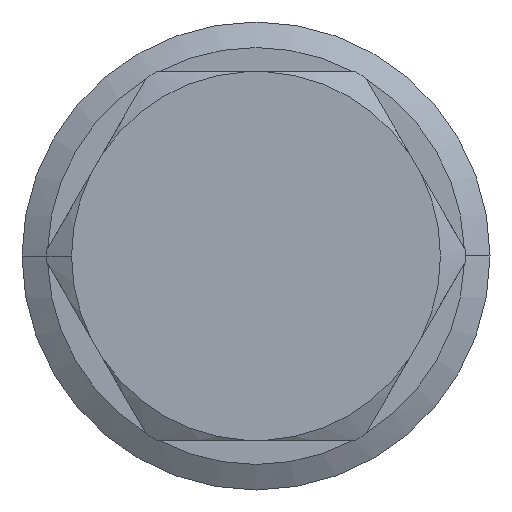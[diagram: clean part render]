
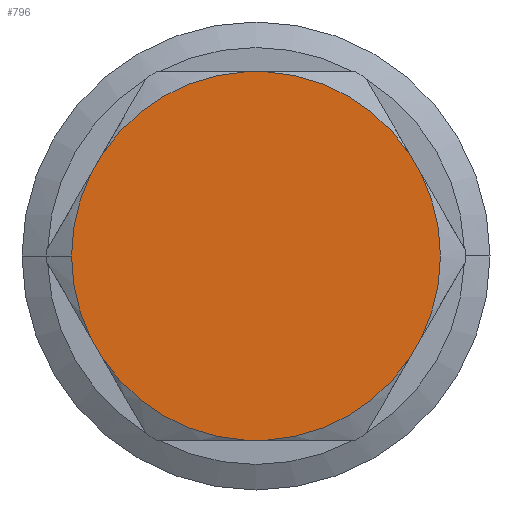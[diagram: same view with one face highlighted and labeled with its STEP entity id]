
A CAD part, left-side view. The second image highlights one B-rep face of the part: STEP entity #796.
In plain terms, the highlighted planar face has unit normal (-1, 0, 0).
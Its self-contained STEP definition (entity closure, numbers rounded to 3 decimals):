
#2 = CARTESIAN_POINT ( 'NONE',  ( 0., -11.893, 20.6 ) ) ;
#132 = ORIENTED_EDGE ( 'NONE', *, *, #2743, .F. ) ;
#444 = DIRECTION ( 'NONE',  ( 0., -1., 0. ) ) ;
#446 = VERTEX_POINT ( 'NONE', #540 ) ;
#522 = LINE ( 'NONE', #4124, #1163 ) ;
#540 = CARTESIAN_POINT ( 'NONE',  ( 0., 18.462, 9.223 ) ) ;
#607 = CARTESIAN_POINT ( 'NONE',  ( 0., -35.68, -20.6 ) ) ;
#642 = ORIENTED_EDGE ( 'NONE', *, *, #911, .F. ) ;
#747 = EDGE_CURVE ( 'NONE', #4276, #3399, #5892, .T. ) ;
#796 = ADVANCED_FACE ( 'NONE', ( #4122 ), #5219, .F. ) ;
#872 = CARTESIAN_POINT ( 'NONE',  ( 0., 17.218, 11.377 ) ) ;
#911 = EDGE_CURVE ( 'NONE', #446, #5979, #522, .T. ) ;
#930 = ORIENTED_EDGE ( 'NONE', *, *, #1821, .F. ) ;
#962 = EDGE_CURVE ( 'NONE', #446, #2785, #1151, .T. ) ;
#1010 = CARTESIAN_POINT ( 'NONE',  ( 0., -17.218, -11.377 ) ) ;
#1065 = CARTESIAN_POINT ( 'NONE',  ( 0., 0., 0. ) ) ;
#1088 = DIRECTION ( 'NONE',  ( 0., 1., 0. ) ) ;
#1096 = VERTEX_POINT ( 'NONE', #1983 ) ;
#1151 = CIRCLE ( 'NONE', #5875, 20.637 ) ;
#1156 = EDGE_CURVE ( 'NONE', #8500, #7752, #2335, .T. ) ;
#1163 = VECTOR ( 'NONE', #6785, 1000. ) ;
#1195 = VERTEX_POINT ( 'NONE', #6819 ) ;
#1621 = CARTESIAN_POINT ( 'NONE',  ( 0., 0., 0. ) ) ;
#1766 = EDGE_LOOP ( 'NONE', ( #4612, #642, #5423, #3233, #132, #8548, #930, #5877, #7219, #3384, #7024, #5024, #2345 ) ) ;
#1821 = EDGE_CURVE ( 'NONE', #4258, #1195, #1894, .T. ) ;
#1864 = DIRECTION ( 'NONE',  ( 0., -1., 0. ) ) ;
#1894 = LINE ( 'NONE', #2417, #4246 ) ;
#1895 = DIRECTION ( 'NONE',  ( -1., 0., 0. ) ) ;
#1908 = AXIS2_PLACEMENT_3D ( 'NONE', #1065, #5153, #444 ) ;
#1983 = CARTESIAN_POINT ( 'NONE',  ( 0., -17.218, 11.377 ) ) ;
#1999 = DIRECTION ( 'NONE',  ( 0., 0.5, -0.866 ) ) ;
#2113 = CARTESIAN_POINT ( 'NONE',  ( 0., 0., 0. ) ) ;
#2194 = CIRCLE ( 'NONE', #5532, 20.637 ) ;
#2205 = DIRECTION ( 'NONE',  ( 0., -1., 0. ) ) ;
#2278 = VECTOR ( 'NONE', #8148, 1000. ) ;
#2335 = LINE ( 'NONE', #5978, #7700 ) ;
#2345 = ORIENTED_EDGE ( 'NONE', *, *, #747, .F. ) ;
#2357 = CARTESIAN_POINT ( 'NONE',  ( 0., -1.244, 20.6 ) ) ;
#2417 = CARTESIAN_POINT ( 'NONE',  ( 0., -11.893, -20.6 ) ) ;
#2516 = DIRECTION ( 'NONE',  ( 1., 0., 0. ) ) ;
#2690 = EDGE_CURVE ( 'NONE', #4276, #5979, #7272, .T. ) ;
#2743 = EDGE_CURVE ( 'NONE', #8408, #6984, #8610, .T. ) ;
#2785 = VERTEX_POINT ( 'NONE', #4705 ) ;
#3233 = ORIENTED_EDGE ( 'NONE', *, *, #3910, .T. ) ;
#3384 = ORIENTED_EDGE ( 'NONE', *, *, #4764, .T. ) ;
#3399 = VERTEX_POINT ( 'NONE', #2357 ) ;
#3451 = DIRECTION ( 'NONE',  ( 0., -1., 0. ) ) ;
#3612 = DIRECTION ( 'NONE',  ( -1., 0., 0. ) ) ;
#3639 = DIRECTION ( 'NONE',  ( -1., 0., 0. ) ) ;
#3723 = AXIS2_PLACEMENT_3D ( 'NONE', #6329, #3612, #5638 ) ;
#3775 = AXIS2_PLACEMENT_3D ( 'NONE', #4355, #8417, #5060 ) ;
#3863 = CIRCLE ( 'NONE', #5151, 20.637 ) ;
#3876 = EDGE_CURVE ( 'NONE', #8408, #1195, #5768, .T. ) ;
#3910 = EDGE_CURVE ( 'NONE', #2785, #6984, #2194, .T. ) ;
#3946 = DIRECTION ( 'NONE',  ( 0., -1., 0. ) ) ;
#4122 = FACE_OUTER_BOUND ( 'NONE', #1766, .T. ) ;
#4124 = CARTESIAN_POINT ( 'NONE',  ( 0., 23.787, 0. ) ) ;
#4246 = VECTOR ( 'NONE', #1088, 1000. ) ;
#4258 = VERTEX_POINT ( 'NONE', #5353 ) ;
#4276 = VERTEX_POINT ( 'NONE', #7430 ) ;
#4277 = DIRECTION ( 'NONE',  ( -1., 0., 0. ) ) ;
#4355 = CARTESIAN_POINT ( 'NONE',  ( 0., 0., 0. ) ) ;
#4381 = AXIS2_PLACEMENT_3D ( 'NONE', #607, #2516, #4635 ) ;
#4467 = VERTEX_POINT ( 'NONE', #6318 ) ;
#4542 = CARTESIAN_POINT ( 'NONE',  ( 0., 11.893, 20.6 ) ) ;
#4612 = ORIENTED_EDGE ( 'NONE', *, *, #2690, .T. ) ;
#4635 = DIRECTION ( 'NONE',  ( 0., 1., 0. ) ) ;
#4705 = CARTESIAN_POINT ( 'NONE',  ( 0., 20.637, 0. ) ) ;
#4764 = EDGE_CURVE ( 'NONE', #8500, #4467, #3863, .T. ) ;
#4788 = DIRECTION ( 'NONE',  ( 0., 0.5, 0.866 ) ) ;
#5024 = ORIENTED_EDGE ( 'NONE', *, *, #5696, .T. ) ;
#5060 = DIRECTION ( 'NONE',  ( 0., -1., 0. ) ) ;
#5144 = CARTESIAN_POINT ( 'NONE',  ( 0., 18.462, -9.223 ) ) ;
#5151 = AXIS2_PLACEMENT_3D ( 'NONE', #7370, #8719, #3451 ) ;
#5153 = DIRECTION ( 'NONE',  ( -1., 0., 0. ) ) ;
#5219 = PLANE ( 'NONE',  #4381 ) ;
#5353 = CARTESIAN_POINT ( 'NONE',  ( 0., -1.244, -20.6 ) ) ;
#5423 = ORIENTED_EDGE ( 'NONE', *, *, #962, .T. ) ;
#5532 = AXIS2_PLACEMENT_3D ( 'NONE', #1621, #3639, #7008 ) ;
#5638 = DIRECTION ( 'NONE',  ( 0., -1., 0. ) ) ;
#5658 = CARTESIAN_POINT ( 'NONE',  ( 0., -18.462, -9.223 ) ) ;
#5696 = EDGE_CURVE ( 'NONE', #1096, #3399, #8273, .T. ) ;
#5727 = CIRCLE ( 'NONE', #3775, 20.637 ) ;
#5768 = CIRCLE ( 'NONE', #3723, 20.637 ) ;
#5875 = AXIS2_PLACEMENT_3D ( 'NONE', #2113, #4277, #2205 ) ;
#5877 = ORIENTED_EDGE ( 'NONE', *, *, #7783, .T. ) ;
#5892 = LINE ( 'NONE', #4542, #5899 ) ;
#5899 = VECTOR ( 'NONE', #1864, 1000. ) ;
#5933 = CARTESIAN_POINT ( 'NONE',  ( 0., 0., 0. ) ) ;
#5978 = CARTESIAN_POINT ( 'NONE',  ( 0., -23.787, 0. ) ) ;
#5979 = VERTEX_POINT ( 'NONE', #872 ) ;
#6085 = CARTESIAN_POINT ( 'NONE',  ( 0., 11.893, -20.6 ) ) ;
#6318 = CARTESIAN_POINT ( 'NONE',  ( 0., -18.462, 9.223 ) ) ;
#6329 = CARTESIAN_POINT ( 'NONE',  ( 0., 0., 0. ) ) ;
#6785 = DIRECTION ( 'NONE',  ( 0., -0.5, 0.866 ) ) ;
#6819 = CARTESIAN_POINT ( 'NONE',  ( 0., 1.244, -20.6 ) ) ;
#6858 = VECTOR ( 'NONE', #4788, 1000. ) ;
#6984 = VERTEX_POINT ( 'NONE', #5144 ) ;
#7008 = DIRECTION ( 'NONE',  ( 0., -1., 0. ) ) ;
#7024 = ORIENTED_EDGE ( 'NONE', *, *, #8264, .F. ) ;
#7032 = CARTESIAN_POINT ( 'NONE',  ( 0., 17.218, -11.377 ) ) ;
#7219 = ORIENTED_EDGE ( 'NONE', *, *, #1156, .F. ) ;
#7272 = CIRCLE ( 'NONE', #8558, 20.637 ) ;
#7370 = CARTESIAN_POINT ( 'NONE',  ( 0., 0., 0. ) ) ;
#7430 = CARTESIAN_POINT ( 'NONE',  ( 0., 1.244, 20.6 ) ) ;
#7540 = LINE ( 'NONE', #2, #2278 ) ;
#7700 = VECTOR ( 'NONE', #1999, 1000. ) ;
#7752 = VERTEX_POINT ( 'NONE', #1010 ) ;
#7783 = EDGE_CURVE ( 'NONE', #4258, #7752, #5727, .T. ) ;
#8148 = DIRECTION ( 'NONE',  ( 0., -0.5, -0.866 ) ) ;
#8264 = EDGE_CURVE ( 'NONE', #1096, #4467, #7540, .T. ) ;
#8273 = CIRCLE ( 'NONE', #1908, 20.637 ) ;
#8408 = VERTEX_POINT ( 'NONE', #7032 ) ;
#8417 = DIRECTION ( 'NONE',  ( -1., 0., 0. ) ) ;
#8500 = VERTEX_POINT ( 'NONE', #5658 ) ;
#8548 = ORIENTED_EDGE ( 'NONE', *, *, #3876, .T. ) ;
#8558 = AXIS2_PLACEMENT_3D ( 'NONE', #5933, #1895, #3946 ) ;
#8610 = LINE ( 'NONE', #6085, #6858 ) ;
#8719 = DIRECTION ( 'NONE',  ( -1., 0., 0. ) ) ;
